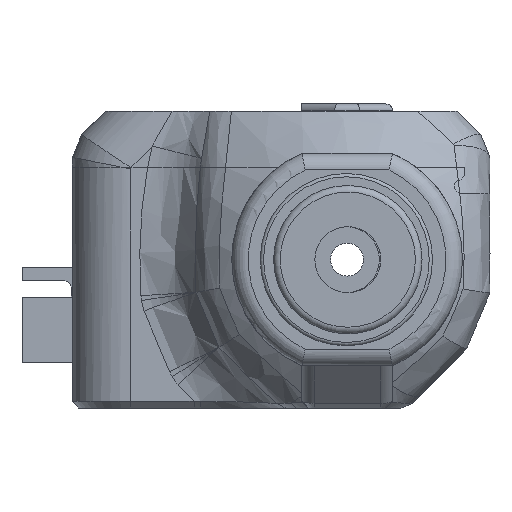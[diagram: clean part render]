
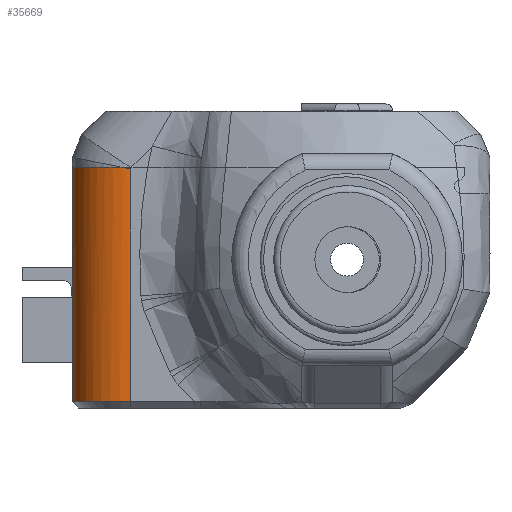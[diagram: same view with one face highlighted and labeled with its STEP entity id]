
A CAD part, front view. The second image highlights one B-rep face of the part: STEP entity #35669.
In plain terms, the highlighted cylindrical face has radius 3.5 mm (diameter 7 mm), a partial arc.
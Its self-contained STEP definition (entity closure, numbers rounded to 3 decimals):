
#1163=ELLIPSE('',#38027,3.569,3.5);
#4347=CYLINDRICAL_SURFACE('',#38026,3.5);
#5959=FACE_OUTER_BOUND('',#8014,.T.);
#8014=EDGE_LOOP('',(#31999,#32000,#32001,#32002,#32003));
#11100=LINE('',#60546,#14378);
#11213=LINE('',#61648,#14491);
#14378=VECTOR('',#44751,10.);
#14491=VECTOR('',#45016,10.);
#15275=CIRCLE('',#37915,3.5);
#15314=CIRCLE('',#38010,3.5);
#18010=VERTEX_POINT('',#60307);
#18011=VERTEX_POINT('',#60309);
#18094=VERTEX_POINT('',#60544);
#18185=VERTEX_POINT('',#61136);
#18215=VERTEX_POINT('',#61647);
#22636=EDGE_CURVE('',#18011,#18010,#15275,.T.);
#22739=EDGE_CURVE('',#18010,#18094,#11100,.T.);
#22870=EDGE_CURVE('',#18185,#18094,#15314,.T.);
#22930=EDGE_CURVE('',#18185,#18215,#11213,.T.);
#22931=EDGE_CURVE('',#18215,#18011,#1163,.T.);
#31999=ORIENTED_EDGE('',*,*,#22870,.F.);
#32000=ORIENTED_EDGE('',*,*,#22930,.T.);
#32001=ORIENTED_EDGE('',*,*,#22931,.T.);
#32002=ORIENTED_EDGE('',*,*,#22636,.T.);
#32003=ORIENTED_EDGE('',*,*,#22739,.T.);
#35669=ADVANCED_FACE('',(#5959),#4347,.T.);
#37915=AXIS2_PLACEMENT_3D('',#60310,#44604,#44605);
#38010=AXIS2_PLACEMENT_3D('',#61138,#44959,#44960);
#38026=AXIS2_PLACEMENT_3D('',#61646,#45014,#45015);
#38027=AXIS2_PLACEMENT_3D('',#61649,#45017,#45018);
#44604=DIRECTION('center_axis',(0.,0.,-1.));
#44605=DIRECTION('ref_axis',(-0.707,-0.707,0.));
#44751=DIRECTION('',(0.,0.,-1.));
#44959=DIRECTION('center_axis',(0.,0.,-1.));
#44960=DIRECTION('ref_axis',(-0.707,-0.707,0.));
#45014=DIRECTION('center_axis',(0.,0.,-1.));
#45015=DIRECTION('ref_axis',(-0.707,-0.707,0.));
#45016=DIRECTION('',(0.,0.,1.));
#45017=DIRECTION('center_axis',(-0.195,0.,
-0.981));
#45018=DIRECTION('ref_axis',(-0.981,0.,0.195));
#60307=CARTESIAN_POINT('',(-16.656,2.572,5.6));
#60309=CARTESIAN_POINT('',(-13.642,-0.894,5.6));
#60310=CARTESIAN_POINT('Origin',(-13.156,2.572,5.6));
#60544=CARTESIAN_POINT('',(-16.656,2.572,-8.6));
#60546=CARTESIAN_POINT('',(-16.656,2.572,-4.5));
#61136=CARTESIAN_POINT('',(-13.156,-0.928,-8.6));
#61138=CARTESIAN_POINT('Origin',(-13.156,2.572,-8.6));
#61646=CARTESIAN_POINT('Origin',(-13.156,2.572,-4.5));
#61647=CARTESIAN_POINT('',(-13.156,-0.928,5.504));
#61648=CARTESIAN_POINT('',(-13.156,-0.928,-4.5));
#61649=CARTESIAN_POINT('Origin',(-13.156,2.572,5.504));
